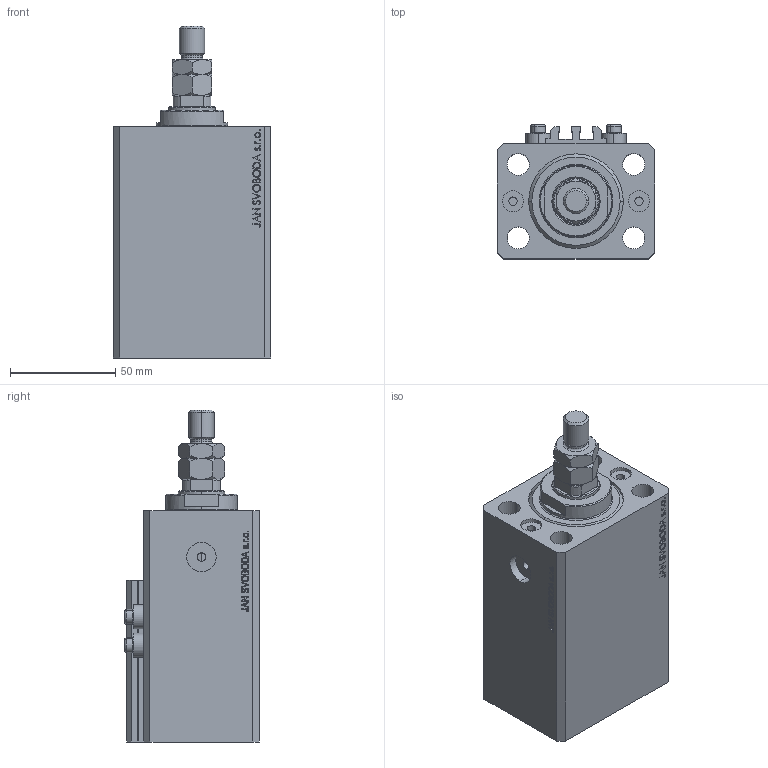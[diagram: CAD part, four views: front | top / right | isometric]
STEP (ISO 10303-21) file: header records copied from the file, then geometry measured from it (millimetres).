
FILE_DESCRIPTION (( 'STEP AP203' ), '1' );
FILE_NAME ('4a1f.STEP', '2023-10-07T22:48:25', ( '' ), ( '' ), 'SwSTEP 2.0', 'SolidWorks 2019', '' );
FILE_SCHEMA (( 'CONFIG_CONTROL_DESIGN' ));
Length unit declared in the file: millimetre
Products named in the file (6): ALLEN BOLT V250CE f7a75ce0d26db270f39ccea098d4ee2f; V250CE_C_VCP f7a75ce0d26db270f39ccea098d4ee2f; MTA f7a75ce0d26db270f39ccea098d4ee2f; V250CE_VC_C f7a75ce0d26db270f39ccea098d4ee2f; 4a1f; V250CE_C_Body f7a75ce0d26db270f39ccea098d4ee2f
Assembly tree (8 placements, depth 2):
  4a1f
    V250CE_C_Body f7a75ce0d26db270f39ccea098d4ee2f
    ALLEN BOLT V250CE f7a75ce0d26db270f39ccea098d4ee2f  x4
    V250CE_C_VCP f7a75ce0d26db270f39ccea098d4ee2f
    V250CE_VC_C f7a75ce0d26db270f39ccea098d4ee2f
    MTA f7a75ce0d26db270f39ccea098d4ee2f
Bounding box: 75 x 64 x 158 mm (x, y, z)
Volume: 415906.3 mm3; surface area: 93434.7 mm2
Topology: 9 solids, 9 shells, 1083 faces, 2700 edges, 1755 vertices
Faces by surface type: plane 519, bspline 374, cylinder 90, cone 84, torus 16
Entity records: 48811 total; most frequent: CARTESIAN_POINT 26400, ORIENTED_EDGE 5090, DIRECTION 3219, EDGE_CURVE 2545, VERTEX_POINT 1671, LINE 1507, VECTOR 1507, EDGE_LOOP 1132
